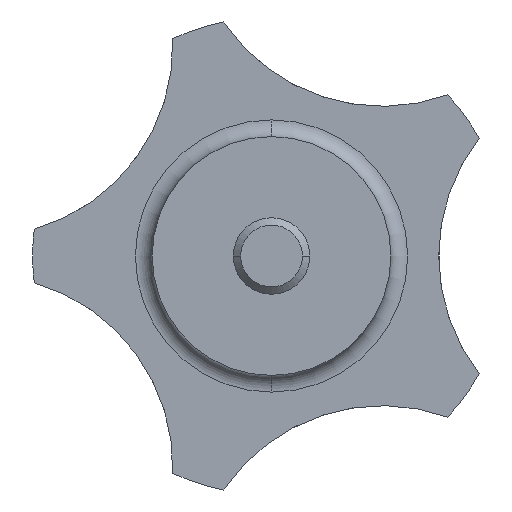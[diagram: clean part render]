
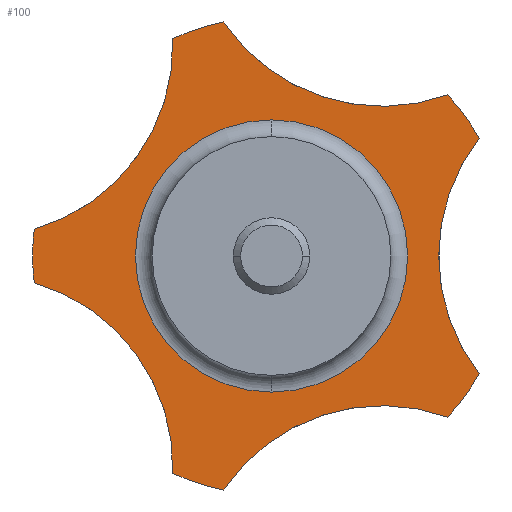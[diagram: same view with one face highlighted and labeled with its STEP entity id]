
A CAD part, front view. The second image highlights one B-rep face of the part: STEP entity #100.
In plain terms, the highlighted planar face has unit normal (0, -1, 0).
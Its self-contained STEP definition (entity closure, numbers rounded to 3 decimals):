
#100 = ADVANCED_FACE( '', ( #155, #156 ), #157, .T. );
#155 = FACE_OUTER_BOUND( '', #213, .T. );
#156 = FACE_BOUND( '', #214, .T. );
#157 = PLANE( '', #215 );
#213 = EDGE_LOOP( '', ( #415, #416, #417, #418, #419, #420, #421, #422, #423, #424, #425 ) );
#214 = EDGE_LOOP( '', ( #426, #427, #428 ) );
#215 = AXIS2_PLACEMENT_3D( '', #429, #430, #431 );
#415 = ORIENTED_EDGE( '', *, *, #481, .T. );
#416 = ORIENTED_EDGE( '', *, *, #515, .F. );
#417 = ORIENTED_EDGE( '', *, *, #476, .T. );
#418 = ORIENTED_EDGE( '', *, *, #509, .F. );
#419 = ORIENTED_EDGE( '', *, *, #470, .T. );
#420 = ORIENTED_EDGE( '', *, *, #507, .F. );
#421 = ORIENTED_EDGE( '', *, *, #458, .F. );
#422 = ORIENTED_EDGE( '', *, *, #493, .T. );
#423 = ORIENTED_EDGE( '', *, *, #508, .F. );
#424 = ORIENTED_EDGE( '', *, *, #487, .T. );
#425 = ORIENTED_EDGE( '', *, *, #510, .F. );
#426 = ORIENTED_EDGE( '', *, *, #513, .T. );
#427 = ORIENTED_EDGE( '', *, *, #450, .T. );
#428 = ORIENTED_EDGE( '', *, *, #514, .T. );
#429 = CARTESIAN_POINT( '', ( 19.625, 17.5, 0. ) );
#430 = DIRECTION( '', ( 0., -1., 0. ) );
#431 = DIRECTION( '', ( -1., 0., 0. ) );
#450 = EDGE_CURVE( '', #518, #524, #526, .T. );
#458 = EDGE_CURVE( '', #539, #535, #541, .T. );
#470 = EDGE_CURVE( '', #561, #558, #562, .T. );
#476 = EDGE_CURVE( '', #573, #570, #574, .T. );
#481 = EDGE_CURVE( '', #582, #583, #584, .T. );
#487 = EDGE_CURVE( '', #594, #595, #596, .T. );
#493 = EDGE_CURVE( '', #539, #606, #607, .T. );
#507 = EDGE_CURVE( '', #535, #558, #624, .T. );
#508 = EDGE_CURVE( '', #594, #606, #625, .T. );
#509 = EDGE_CURVE( '', #561, #570, #626, .T. );
#510 = EDGE_CURVE( '', #582, #595, #627, .T. );
#513 = EDGE_CURVE( '', #630, #518, #631, .T. );
#514 = EDGE_CURVE( '', #524, #630, #632, .T. );
#515 = EDGE_CURVE( '', #573, #583, #633, .T. );
#518 = VERTEX_POINT( '', #636 );
#524 = VERTEX_POINT( '', #642 );
#526 = CIRCLE( '', #644, 14.25 );
#535 = VERTEX_POINT( '', #655 );
#539 = VERTEX_POINT( '', #660 );
#541 = CIRCLE( '', #667, 25. );
#558 = VERTEX_POINT( '', #688 );
#561 = VERTEX_POINT( '', #696 );
#562 = CIRCLE( '', #697, 20. );
#570 = VERTEX_POINT( '', #745 );
#573 = VERTEX_POINT( '', #753 );
#574 = CIRCLE( '', #754, 20. );
#582 = VERTEX_POINT( '', #802 );
#583 = VERTEX_POINT( '', #803 );
#584 = CIRCLE( '', #804, 20. );
#594 = VERTEX_POINT( '', #859 );
#595 = VERTEX_POINT( '', #860 );
#596 = CIRCLE( '', #861, 20. );
#606 = VERTEX_POINT( '', #916 );
#607 = CIRCLE( '', #917, 20. );
#624 = CIRCLE( '', #974, 25. );
#625 = CIRCLE( '', #975, 25. );
#626 = CIRCLE( '', #976, 25. );
#627 = CIRCLE( '', #977, 25. );
#630 = VERTEX_POINT( '', #980 );
#631 = CIRCLE( '', #981, 14.25 );
#632 = CIRCLE( '', #982, 14.25 );
#633 = CIRCLE( '', #983, 25. );
#636 = CARTESIAN_POINT( '', ( 0., 17.5, -14.25 ) );
#642 = CARTESIAN_POINT( '', ( 0., 17.5, 14.25 ) );
#644 = AXIS2_PLACEMENT_3D( '', #997, #998, #999 );
#655 = CARTESIAN_POINT( '', ( -25., 17.5, 0. ) );
#660 = CARTESIAN_POINT( '', ( -24.841, 17.5, -2.812 ) );
#667 = AXIS2_PLACEMENT_3D( '', #1012, #1013, #1014 );
#688 = CARTESIAN_POINT( '', ( -24.841, 17.5, 2.812 ) );
#696 = CARTESIAN_POINT( '', ( -10.351, 17.5, 22.757 ) );
#697 = AXIS2_PLACEMENT_3D( '', #1037, #1038, #1039 );
#745 = CARTESIAN_POINT( '', ( -5.002, 17.5, 24.495 ) );
#753 = CARTESIAN_POINT( '', ( 18.444, 17.5, 16.876 ) );
#754 = AXIS2_PLACEMENT_3D( '', #1040, #1041, #1042 );
#802 = CARTESIAN_POINT( '', ( 21.75, 17.5, -12.326 ) );
#803 = CARTESIAN_POINT( '', ( 21.75, 17.5, 12.326 ) );
#804 = AXIS2_PLACEMENT_3D( '', #1043, #1044, #1045 );
#859 = CARTESIAN_POINT( '', ( -5.002, 17.5, -24.495 ) );
#860 = CARTESIAN_POINT( '', ( 18.444, 17.5, -16.876 ) );
#861 = AXIS2_PLACEMENT_3D( '', #1046, #1047, #1048 );
#916 = CARTESIAN_POINT( '', ( -10.351, 17.5, -22.757 ) );
#917 = AXIS2_PLACEMENT_3D( '', #1049, #1050, #1051 );
#974 = AXIS2_PLACEMENT_3D( '', #1079, #1080, #1081 );
#975 = AXIS2_PLACEMENT_3D( '', #1082, #1083, #1084 );
#976 = AXIS2_PLACEMENT_3D( '', #1085, #1086, #1087 );
#977 = AXIS2_PLACEMENT_3D( '', #1088, #1089, #1090 );
#980 = CARTESIAN_POINT( '', ( 14.25, 17.5, 0. ) );
#981 = AXIS2_PLACEMENT_3D( '', #1097, #1098, #1099 );
#982 = AXIS2_PLACEMENT_3D( '', #1100, #1101, #1102 );
#983 = AXIS2_PLACEMENT_3D( '', #1103, #1104, #1105 );
#997 = CARTESIAN_POINT( '', ( 0., 17.5, 0. ) );
#998 = DIRECTION( '', ( 0., 1., 0. ) );
#999 = DIRECTION( '', ( 1., 0., 0. ) );
#1012 = CARTESIAN_POINT( '', ( 0., 17.5, 0. ) );
#1013 = DIRECTION( '', ( 0., 1., 0. ) );
#1014 = DIRECTION( '', ( 1., 0., 0. ) );
#1037 = CARTESIAN_POINT( '', ( -30.338, 17.5, 22.042 ) );
#1038 = DIRECTION( '', ( 0., 1., 0. ) );
#1039 = DIRECTION( '', ( 0.275, 0., -0.961 ) );
#1040 = CARTESIAN_POINT( '', ( 11.588, 17.5, 35.665 ) );
#1041 = DIRECTION( '', ( 0., 1., 0. ) );
#1042 = DIRECTION( '', ( -0.83, 0., -0.559 ) );
#1043 = CARTESIAN_POINT( '', ( 37.5, 17.5, 0. ) );
#1044 = DIRECTION( '', ( 0., 1., 0. ) );
#1045 = DIRECTION( '', ( -0.788, 0., 0.616 ) );
#1046 = CARTESIAN_POINT( '', ( 11.588, 17.5, -35.665 ) );
#1047 = DIRECTION( '', ( 0., 1., 0. ) );
#1048 = DIRECTION( '', ( 0.343, 0., 0.939 ) );
#1049 = CARTESIAN_POINT( '', ( -30.338, 17.5, -22.042 ) );
#1050 = DIRECTION( '', ( 0., 1., 0. ) );
#1051 = DIRECTION( '', ( 0.999, 0., -0.036 ) );
#1079 = CARTESIAN_POINT( '', ( 0., 17.5, 0. ) );
#1080 = DIRECTION( '', ( 0., 1., 0. ) );
#1081 = DIRECTION( '', ( 1., 0., 0. ) );
#1082 = CARTESIAN_POINT( '', ( 0., 17.5, 0. ) );
#1083 = DIRECTION( '', ( 0., 1., 0. ) );
#1084 = DIRECTION( '', ( 1., 0., 0. ) );
#1085 = CARTESIAN_POINT( '', ( 0., 17.5, 0. ) );
#1086 = DIRECTION( '', ( 0., 1., 0. ) );
#1087 = DIRECTION( '', ( 1., 0., 0. ) );
#1088 = CARTESIAN_POINT( '', ( 0., 17.5, 0. ) );
#1089 = DIRECTION( '', ( 0., 1., 0. ) );
#1090 = DIRECTION( '', ( 1., 0., 0. ) );
#1097 = CARTESIAN_POINT( '', ( 0., 17.5, 0. ) );
#1098 = DIRECTION( '', ( 0., 1., 0. ) );
#1099 = DIRECTION( '', ( 1., 0., 0. ) );
#1100 = CARTESIAN_POINT( '', ( 0., 17.5, 0. ) );
#1101 = DIRECTION( '', ( 0., 1., 0. ) );
#1102 = DIRECTION( '', ( 1., 0., 0. ) );
#1103 = CARTESIAN_POINT( '', ( 0., 17.5, 0. ) );
#1104 = DIRECTION( '', ( 0., 1., 0. ) );
#1105 = DIRECTION( '', ( 1., 0., 0. ) );
